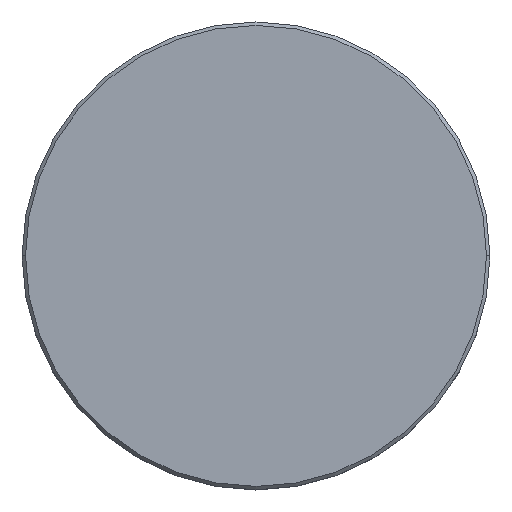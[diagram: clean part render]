
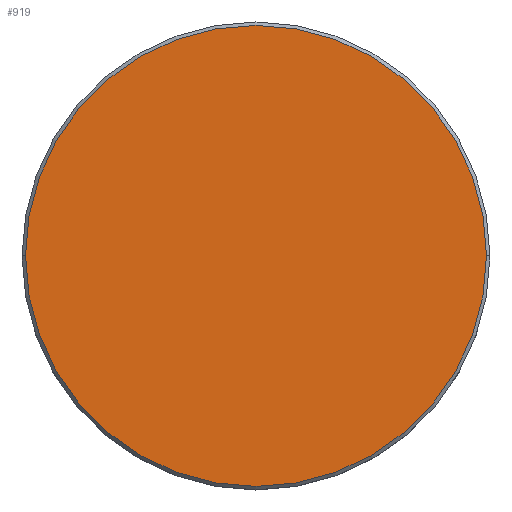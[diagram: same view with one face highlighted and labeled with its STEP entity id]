
A CAD part, top view. The second image highlights one B-rep face of the part: STEP entity #919.
In plain terms, the highlighted planar face has unit normal (0, 0, 1).
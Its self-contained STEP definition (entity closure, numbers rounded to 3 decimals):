
#47 = DIRECTION ( 'NONE',  ( 0., 0., 1. ) ) ;
#48 = CIRCLE ( 'NONE', #495, 33.5 ) ;
#224 = DIRECTION ( 'NONE',  ( 1., 0., 0. ) ) ;
#262 = VERTEX_POINT ( 'NONE', #520 ) ;
#300 = FACE_OUTER_BOUND ( 'NONE', #883, .T. ) ;
#304 = EDGE_CURVE ( 'NONE', #732, #262, #48, .T. ) ;
#315 = AXIS2_PLACEMENT_3D ( 'NONE', #316, #394, #224 ) ;
#316 = CARTESIAN_POINT ( 'NONE',  ( 0., 0., 0. ) ) ;
#365 = AXIS2_PLACEMENT_3D ( 'NONE', #476, #47, #534 ) ;
#394 = DIRECTION ( 'NONE',  ( 0., 0., 1. ) ) ;
#476 = CARTESIAN_POINT ( 'NONE',  ( 0., 0., 0. ) ) ;
#495 = AXIS2_PLACEMENT_3D ( 'NONE', #508, #938, #767 ) ;
#508 = CARTESIAN_POINT ( 'NONE',  ( 0., 0., 0. ) ) ;
#520 = CARTESIAN_POINT ( 'NONE',  ( 33.5, 0., 0. ) ) ;
#534 = DIRECTION ( 'NONE',  ( 1., 0., 0. ) ) ;
#661 = EDGE_CURVE ( 'NONE', #262, #732, #764, .T. ) ;
#732 = VERTEX_POINT ( 'NONE', #1040 ) ;
#764 = CIRCLE ( 'NONE', #315, 33.5 ) ;
#767 = DIRECTION ( 'NONE',  ( 1., 0., 0. ) ) ;
#883 = EDGE_LOOP ( 'NONE', ( #1051, #890 ) ) ;
#890 = ORIENTED_EDGE ( 'NONE', *, *, #661, .T. ) ;
#919 = ADVANCED_FACE ( 'NONE', ( #300 ), #965, .T. ) ;
#938 = DIRECTION ( 'NONE',  ( 0., 0., 1. ) ) ;
#965 = PLANE ( 'NONE',  #365 ) ;
#1040 = CARTESIAN_POINT ( 'NONE',  ( -33.5, 0., 0. ) ) ;
#1051 = ORIENTED_EDGE ( 'NONE', *, *, #304, .T. ) ;
